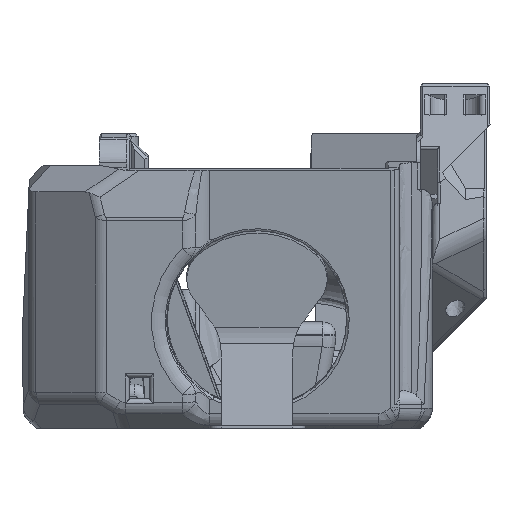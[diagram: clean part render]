
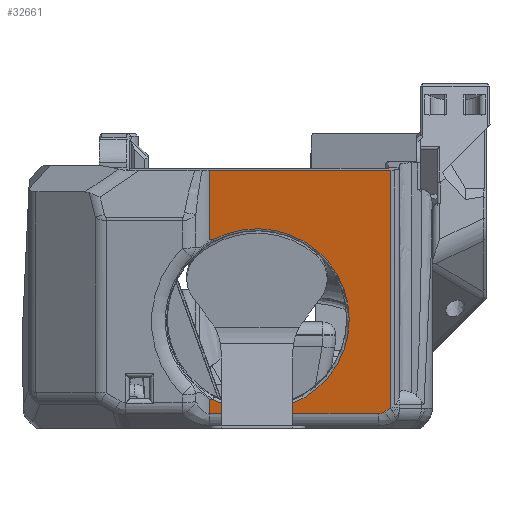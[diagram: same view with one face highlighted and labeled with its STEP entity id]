
A CAD part, left-side view. The second image highlights one B-rep face of the part: STEP entity #32661.
In plain terms, the highlighted planar face has unit normal (-0.985, 0, -0.174).
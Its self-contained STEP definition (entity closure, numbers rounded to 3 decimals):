
#320=CIRCLE('',#34657,14.4);
#1886=B_SPLINE_CURVE_WITH_KNOTS('',3,(#51352,#51353,#51354,#51355),
 .UNSPECIFIED.,.F.,.F.,(4,4),(0.,0.382),.UNSPECIFIED.);
#1895=B_SPLINE_CURVE_WITH_KNOTS('',3,(#51612,#51613,#51614,#51615),
 .UNSPECIFIED.,.F.,.F.,(4,4),(0.618,1.),.UNSPECIFIED.);
#2611=ELLIPSE('',#35161,3.203,2.);
#6108=ORIENTED_EDGE('',*,*,#14775,.F.);
#6109=ORIENTED_EDGE('',*,*,#13996,.T.);
#6110=ORIENTED_EDGE('',*,*,#14891,.T.);
#6111=ORIENTED_EDGE('',*,*,#14892,.F.);
#6112=ORIENTED_EDGE('',*,*,#14893,.T.);
#6113=ORIENTED_EDGE('',*,*,#14894,.T.);
#6114=ORIENTED_EDGE('',*,*,#14895,.F.);
#6115=ORIENTED_EDGE('',*,*,#14896,.T.);
#6116=ORIENTED_EDGE('',*,*,#14586,.F.);
#6117=ORIENTED_EDGE('',*,*,#14596,.F.);
#13996=EDGE_CURVE('',#18745,#18744,#320,.T.);
#14586=EDGE_CURVE('',#19141,#19142,#22174,.T.);
#14596=EDGE_CURVE('',#19148,#19141,#22178,.T.);
#14775=EDGE_CURVE('',#18745,#19148,#1886,.F.);
#14891=EDGE_CURVE('',#18744,#19376,#1895,.T.);
#14892=EDGE_CURVE('',#19377,#19376,#22366,.T.);
#14893=EDGE_CURVE('',#19377,#19378,#22367,.T.);
#14894=EDGE_CURVE('',#19378,#19379,#2611,.T.);
#14895=EDGE_CURVE('',#19380,#19379,#22368,.T.);
#14896=EDGE_CURVE('',#19380,#19142,#22369,.T.);
#18744=VERTEX_POINT('',#48372);
#18745=VERTEX_POINT('',#48374);
#19141=VERTEX_POINT('',#50856);
#19142=VERTEX_POINT('',#50858);
#19148=VERTEX_POINT('',#50888);
#19376=VERTEX_POINT('',#51616);
#19377=VERTEX_POINT('',#51618);
#19378=VERTEX_POINT('',#51620);
#19379=VERTEX_POINT('',#51622);
#19380=VERTEX_POINT('',#51624);
#22174=LINE('',#50857,#25102);
#22178=LINE('',#50889,#25106);
#22366=LINE('',#51617,#25294);
#22367=LINE('',#51619,#25295);
#22368=LINE('',#51623,#25296);
#22369=LINE('',#51625,#25297);
#25102=VECTOR('',#39790,1000.);
#25106=VECTOR('',#39806,1000.);
#25294=VECTOR('',#40258,1000.);
#25295=VECTOR('',#40259,1000.);
#25296=VECTOR('',#40262,1000.);
#25297=VECTOR('',#40263,1000.);
#27636=EDGE_LOOP('',(#6108,#6109,#6110,#6111,#6112,#6113,#6114,#6115,#6116,
#6117));
#29654=FACE_BOUND('',#27636,.T.);
#31397=PLANE('',#35160);
#32661=ADVANCED_FACE('',(#29654),#31397,.F.);
#34657=AXIS2_PLACEMENT_3D('',#48373,#38813,#38814);
#35160=AXIS2_PLACEMENT_3D('',#51611,#40256,#40257);
#35161=AXIS2_PLACEMENT_3D('',#51621,#40260,#40261);
#38813=DIRECTION('',(0.985,0.,0.174));
#38814=DIRECTION('',(0.174,0.,-0.985));
#39790=DIRECTION('',(0.,-1.,0.));
#39806=DIRECTION('',(-0.174,0.,0.985));
#40256=DIRECTION('',(0.985,0.,0.174));
#40257=DIRECTION('',(-0.174,0.,0.985));
#40258=DIRECTION('',(-0.174,0.,0.985));
#40259=DIRECTION('',(0.,-1.,0.));
#40260=DIRECTION('',(-0.985,0.,-0.174));
#40261=DIRECTION('',(-0.165,-0.304,0.938));
#40262=DIRECTION('',(0.097,0.829,-0.551));
#40263=DIRECTION('',(-0.174,0.,0.985));
#48372=CARTESIAN_POINT('',(-28.264,11.767,4.533));
#48373=CARTESIAN_POINT('',(-30.458,4.853,16.973));
#48374=CARTESIAN_POINT('',(-32.651,11.767,29.413));
#50856=CARTESIAN_POINT('',(-34.572,12.27,40.304));
#50857=CARTESIAN_POINT('',(-34.572,24.853,40.304));
#50858=CARTESIAN_POINT('',(-34.572,-16.002,40.304));
#50888=CARTESIAN_POINT('',(-32.66,12.27,29.463));
#50889=CARTESIAN_POINT('',(-31.185,12.27,21.099));
#51352=CARTESIAN_POINT('',(-32.66,12.27,29.463));
#51353=CARTESIAN_POINT('',(-32.657,12.102,29.442));
#51354=CARTESIAN_POINT('',(-32.654,11.935,29.425));
#51355=CARTESIAN_POINT('',(-32.651,11.767,29.413));
#51611=CARTESIAN_POINT('',(-31.185,24.853,21.099));
#51612=CARTESIAN_POINT('',(-28.264,11.767,4.533));
#51613=CARTESIAN_POINT('',(-28.262,11.935,4.52));
#51614=CARTESIAN_POINT('',(-28.259,12.102,4.503));
#51615=CARTESIAN_POINT('',(-28.255,12.27,4.482));
#51616=CARTESIAN_POINT('',(-28.255,12.27,4.482));
#51617=CARTESIAN_POINT('',(-31.185,12.27,21.099));
#51618=CARTESIAN_POINT('',(-27.864,12.27,2.262));
#51619=CARTESIAN_POINT('',(-27.864,-14.655,2.262));
#51620=CARTESIAN_POINT('',(-27.864,-14.07,2.262));
#51621=CARTESIAN_POINT('',(-28.404,-14.652,5.326));
#51622=CARTESIAN_POINT('',(-27.923,-15.07,2.597));
#51623=CARTESIAN_POINT('',(-27.821,-14.199,2.018));
#51624=CARTESIAN_POINT('',(-28.032,-16.002,3.216));
#51625=CARTESIAN_POINT('',(-7.663,-16.002,-112.301));
